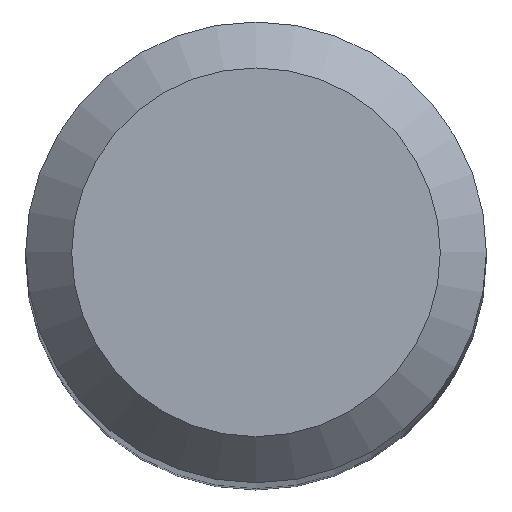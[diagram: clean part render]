
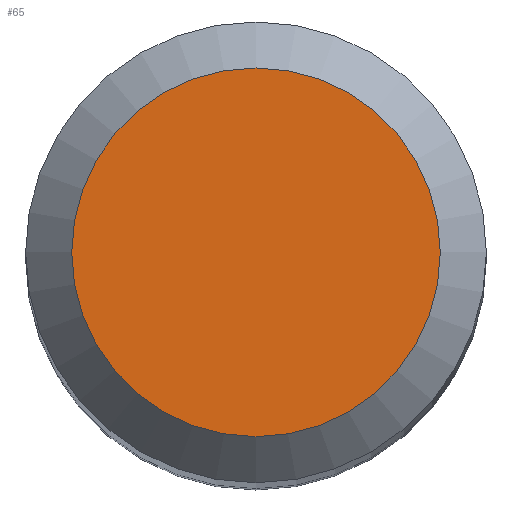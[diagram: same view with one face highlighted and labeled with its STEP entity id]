
A CAD part, top view. The second image highlights one B-rep face of the part: STEP entity #65.
In plain terms, the highlighted planar face has unit normal (0, 0, 1).
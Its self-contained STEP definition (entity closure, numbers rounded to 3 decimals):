
#9 = CARTESIAN_POINT ( 'NONE',  ( 0., 0., 55. ) ) ;
#25 = ORIENTED_EDGE ( 'NONE', *, *, #114, .T. ) ;
#46 = DIRECTION ( 'NONE',  ( 0., 0., -1. ) ) ;
#63 = DIRECTION ( 'NONE',  ( 0., 1., 0. ) ) ;
#65 = ADVANCED_FACE ( 'NONE', ( #223 ), #84, .F. ) ;
#72 = EDGE_LOOP ( 'NONE', ( #25 ) ) ;
#84 = PLANE ( 'NONE',  #108 ) ;
#108 = AXIS2_PLACEMENT_3D ( 'NONE', #210, #46, #63 ) ;
#114 = EDGE_CURVE ( 'NONE', #128, #128, #190, .T. ) ;
#122 = AXIS2_PLACEMENT_3D ( 'NONE', #9, #157, #201 ) ;
#128 = VERTEX_POINT ( 'NONE', #183 ) ;
#157 = DIRECTION ( 'NONE',  ( 0., 0., 1. ) ) ;
#183 = CARTESIAN_POINT ( 'NONE',  ( 0., -2.4, 55. ) ) ;
#190 = CIRCLE ( 'NONE', #122, 2.4 ) ;
#201 = DIRECTION ( 'NONE',  ( 0., -1., 0. ) ) ;
#210 = CARTESIAN_POINT ( 'NONE',  ( 0., 0., 55. ) ) ;
#223 = FACE_OUTER_BOUND ( 'NONE', #72, .T. ) ;
